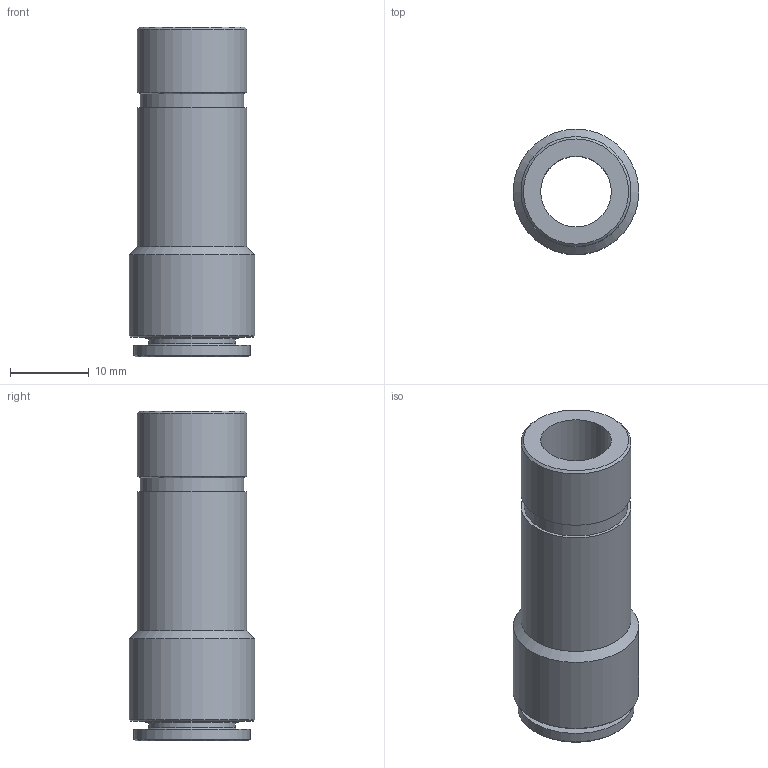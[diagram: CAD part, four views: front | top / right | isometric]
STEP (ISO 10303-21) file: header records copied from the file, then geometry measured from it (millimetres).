
FILE_DESCRIPTION(/* description */ ('STEP AP214'),/* implementation_level */ '2;1');
FILE_NAME(/* name */ '578315_NPQH-D-S14-Q10-P10',/* time_stamp */ '2024-09-13T04:21:21+02:00',/* author */ ('License CC BY-ND 4.0'),/* organization */ ('CADENAS'),/* preprocessor_version */ 'ST-DEVELOPER v19.3',/* originating_system */ 'PARTsolutions',/* authorisation */ ' ');
FILE_SCHEMA (('AUTOMOTIVE_DESIGN {1 0 10303 214 3 1 1}'));
Length unit declared in the file: millimetre
Products named in the file (1): 578315 NPQH-D-S14-Q10-P10
Bounding box: 16 x 16 x 42 mm (x, y, z)
Volume: 3969.3 mm3; surface area: 3545.3 mm2
Topology: 1 solids, 1 shells, 23 faces, 40 edges, 23 vertices
Faces by surface type: cylinder 9, cone 8, plane 6
Full cylindrical faces by diameter (mm): 9 x1, 10 x1, 11 x1, 11.8 x1, 13.2 x1, 14 x2, 14.8 x1, 16 x1
Entity records: 498 total; most frequent: DIRECTION 94, CARTESIAN_POINT 70, AXIS2_PLACEMENT_3D 47, ORIENTED_EDGE 46, EDGE_LOOP 46, FACE_BOUND 46, EDGE_CURVE 23, VERTEX_POINT 23
